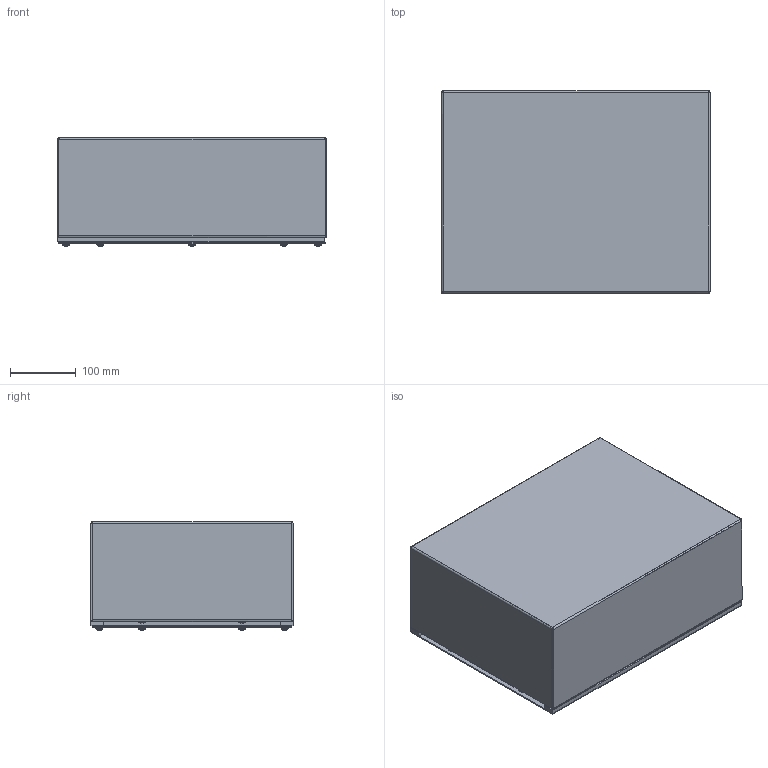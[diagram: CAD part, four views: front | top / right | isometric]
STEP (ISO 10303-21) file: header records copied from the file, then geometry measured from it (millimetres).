
FILE_DESCRIPTION (( 'STEP AP214' ), '1' );
FILE_NAME ('WA121606GSC.STEP', '2016-02-15T17:21:23', ( '' ), ( '' ), 'SwSTEP 2.0', 'SolidWorks 2014', '' );
FILE_SCHEMA (( 'AUTOMOTIVE_DESIGN' ));
Length unit declared in the file: inch
Products named in the file (9): 39035; 39077; 37210; WA1216GSC_LP; WA121606GSCBKP; WA121606GSC; 34984; 16; 12
Assembly tree (45 placements, depth 2):
  WA121606GSC
    WA121606GSCBKP
    WA1216GSC_LP
    37210  x10
    39077  x10
    39035  x10
    12
    16  x2
    34984  x10
Bounding box: 409.57 x 307.98 x 165.37 mm (x, y, z)
Volume: 1055238.6 mm3; surface area: 1051229.2 mm2
Topology: 45 solids, 45 shells, 1064 faces, 2648 edges, 1674 vertices
Faces by surface type: plane 502, cylinder 276, cone 190, torus 60, sphere 20, bspline 16
Entity records: 10992 total; most frequent: CARTESIAN_POINT 2290, DIRECTION 1145, ORIENTED_EDGE 1052, EDGE_CURVE 526, AXIS2_PLACEMENT_3D 426, VERTEX_POINT 325, VECTOR 293, LINE 293
